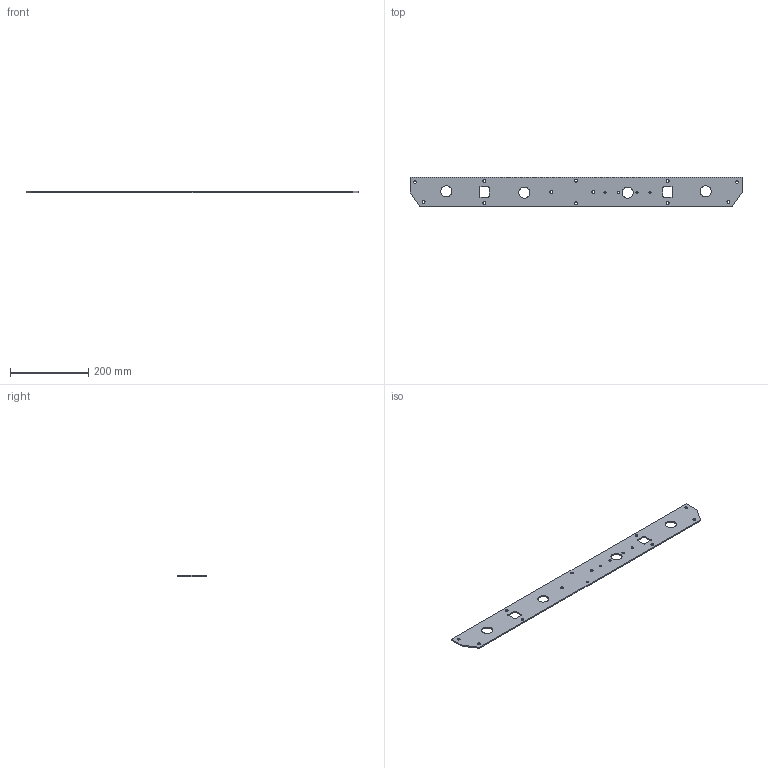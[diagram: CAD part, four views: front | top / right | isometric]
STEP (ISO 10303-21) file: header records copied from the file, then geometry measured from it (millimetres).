
FILE_DESCRIPTION(/* description */ (''),/* implementation_level */ '2;1');
FILE_NAME(/* name */ 'InsidePlate.stp',/* time_stamp */ '2017-01-22T13:55:03-05:00',/* author */ ('hamblettk'),/* organization */ (''),/* preprocessor_version */ 'ST-DEVELOPER v16.1',/* originating_system */ 'Autodesk Inventor 2016',/* authorisation */ '');
FILE_SCHEMA (('AUTOMOTIVE_DESIGN { 1 0 10303 214 3 1 1 }'));
Length unit declared in the file: inch
Products named in the file (1): InsidePlate2
Bounding box: 850.9 x 76.2 x 3.17 mm (x, y, z)
Volume: 188641.3 mm3; surface area: 127456.5 mm2
Topology: 1 solids, 1 shells, 44 faces, 126 edges, 84 vertices
Faces by surface type: cylinder 28, plane 16
Full cylindrical faces by diameter (mm): 5.613 x4, 7.137 x12, 28.575 x4
Entity records: 1480 total; most frequent: DIRECTION 252, CARTESIAN_POINT 235, ORIENTED_EDGE 212, EDGE_LOOP 108, EDGE_CURVE 106, AXIS2_PLACEMENT_3D 101, VERTEX_POINT 84, FACE_BOUND 64
